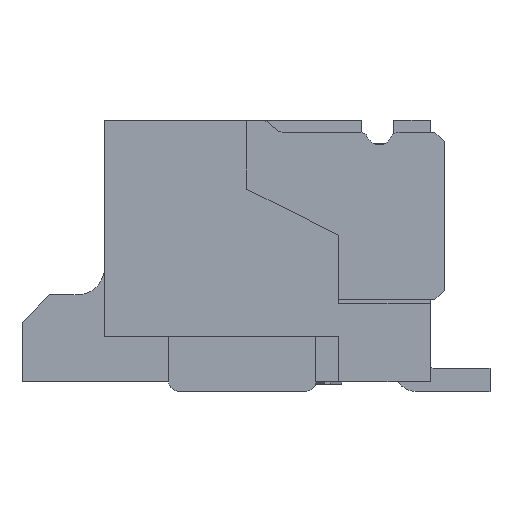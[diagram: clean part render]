
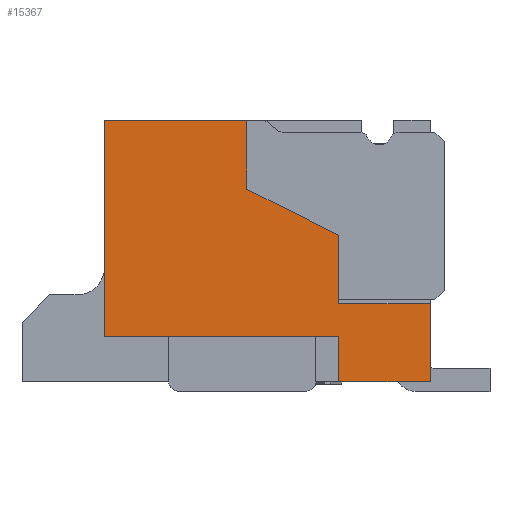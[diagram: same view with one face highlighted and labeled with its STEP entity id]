
A CAD part, left-side view. The second image highlights one B-rep face of the part: STEP entity #15367.
In plain terms, the highlighted planar face has unit normal (-1, 0, 0).
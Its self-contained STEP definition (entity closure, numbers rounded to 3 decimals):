
#7 = CARTESIAN_POINT ( 'NONE',  ( -5., -0.45, 5.7 ) ) ;
#95 = LINE ( 'NONE', #6185, #8118 ) ;
#143 = ORIENTED_EDGE ( 'NONE', *, *, #11729, .F. ) ;
#453 = CARTESIAN_POINT ( 'NONE',  ( -5., -4.45, 0. ) ) ;
#604 = AXIS2_PLACEMENT_3D ( 'NONE', #13730, #8657, #2451 ) ;
#869 = VERTEX_POINT ( 'NONE', #11732 ) ;
#965 = EDGE_CURVE ( 'NONE', #6947, #13682, #6073, .T. ) ;
#1221 = FACE_OUTER_BOUND ( 'NONE', #9178, .T. ) ;
#1605 = VERTEX_POINT ( 'NONE', #3602 ) ;
#1678 = LINE ( 'NONE', #10410, #6523 ) ;
#1963 = VECTOR ( 'NONE', #14610, 1000. ) ;
#2063 = LINE ( 'NONE', #14489, #3385 ) ;
#2203 = ORIENTED_EDGE ( 'NONE', *, *, #10249, .T. ) ;
#2451 = DIRECTION ( 'NONE',  ( 0., -1., 0. ) ) ;
#2721 = CARTESIAN_POINT ( 'NONE',  ( -5., 2.65, 5.7 ) ) ;
#3385 = VECTOR ( 'NONE', #15478, 1000. ) ;
#3586 = VERTEX_POINT ( 'NONE', #453 ) ;
#3602 = CARTESIAN_POINT ( 'NONE',  ( -5., -2.45, 3.2 ) ) ;
#3636 = LINE ( 'NONE', #16052, #15604 ) ;
#4439 = DIRECTION ( 'NONE',  ( 0., 0., -1. ) ) ;
#4461 = VECTOR ( 'NONE', #10005, 1000. ) ;
#4574 = VECTOR ( 'NONE', #16019, 1000. ) ;
#4677 = ORIENTED_EDGE ( 'NONE', *, *, #5368, .T. ) ;
#4840 = CARTESIAN_POINT ( 'NONE',  ( -5., -2.45, 0. ) ) ;
#5003 = LINE ( 'NONE', #12246, #4461 ) ;
#5066 = DIRECTION ( 'NONE',  ( 0., 0., -1. ) ) ;
#5258 = VECTOR ( 'NONE', #9013, 1000. ) ;
#5368 = EDGE_CURVE ( 'NONE', #6510, #15510, #5003, .T. ) ;
#5383 = VERTEX_POINT ( 'NONE', #4840 ) ;
#5408 = EDGE_CURVE ( 'NONE', #869, #1605, #3636, .T. ) ;
#5813 = VERTEX_POINT ( 'NONE', #10445 ) ;
#6073 = LINE ( 'NONE', #11087, #1963 ) ;
#6185 = CARTESIAN_POINT ( 'NONE',  ( -5., -2.45, 0. ) ) ;
#6355 = LINE ( 'NONE', #14085, #5258 ) ;
#6421 = EDGE_CURVE ( 'NONE', #14930, #869, #15556, .T. ) ;
#6510 = VERTEX_POINT ( 'NONE', #11770 ) ;
#6523 = VECTOR ( 'NONE', #7639, 1000. ) ;
#6624 = EDGE_CURVE ( 'NONE', #1605, #15510, #6355, .T. ) ;
#6947 = VERTEX_POINT ( 'NONE', #14305 ) ;
#7044 = VECTOR ( 'NONE', #4439, 1000. ) ;
#7310 = ORIENTED_EDGE ( 'NONE', *, *, #6624, .F. ) ;
#7639 = DIRECTION ( 'NONE',  ( 0., -1., 0. ) ) ;
#7667 = EDGE_CURVE ( 'NONE', #5813, #14930, #15860, .T. ) ;
#8118 = VECTOR ( 'NONE', #8590, 1000. ) ;
#8347 = ORIENTED_EDGE ( 'NONE', *, *, #965, .T. ) ;
#8590 = DIRECTION ( 'NONE',  ( 0., 0., 1. ) ) ;
#8657 = DIRECTION ( 'NONE',  ( -1., 0., 0. ) ) ;
#9013 = DIRECTION ( 'NONE',  ( 0., 0., -1. ) ) ;
#9178 = EDGE_LOOP ( 'NONE', ( #8347, #143, #13603, #2203, #4677, #7310, #9816, #12234, #10931, #9262 ) ) ;
#9262 = ORIENTED_EDGE ( 'NONE', *, *, #13951, .T. ) ;
#9816 = ORIENTED_EDGE ( 'NONE', *, *, #5408, .F. ) ;
#10005 = DIRECTION ( 'NONE',  ( 0., 1., 0. ) ) ;
#10249 = EDGE_CURVE ( 'NONE', #3586, #6510, #2063, .T. ) ;
#10410 = CARTESIAN_POINT ( 'NONE',  ( -5., -2.45, 0. ) ) ;
#10445 = CARTESIAN_POINT ( 'NONE',  ( -5., 2.65, 5.7 ) ) ;
#10725 = CARTESIAN_POINT ( 'NONE',  ( -5., -0.45, 5.7 ) ) ;
#10841 = CARTESIAN_POINT ( 'NONE',  ( -5., -2.45, 1.7 ) ) ;
#10931 = ORIENTED_EDGE ( 'NONE', *, *, #7667, .F. ) ;
#11087 = CARTESIAN_POINT ( 'NONE',  ( -5., 2.65, 1. ) ) ;
#11185 = CARTESIAN_POINT ( 'NONE',  ( -5., 2.65, 5.7 ) ) ;
#11547 = CARTESIAN_POINT ( 'NONE',  ( -5., -2.45, 1. ) ) ;
#11677 = LINE ( 'NONE', #2721, #13540 ) ;
#11729 = EDGE_CURVE ( 'NONE', #5383, #13682, #95, .T. ) ;
#11732 = CARTESIAN_POINT ( 'NONE',  ( -5., -0.45, 4.2 ) ) ;
#11770 = CARTESIAN_POINT ( 'NONE',  ( -5., -4.45, 1.7 ) ) ;
#12234 = ORIENTED_EDGE ( 'NONE', *, *, #6421, .F. ) ;
#12246 = CARTESIAN_POINT ( 'NONE',  ( -5., -4.45, 1.7 ) ) ;
#13540 = VECTOR ( 'NONE', #5066, 1000. ) ;
#13603 = ORIENTED_EDGE ( 'NONE', *, *, #13681, .T. ) ;
#13681 = EDGE_CURVE ( 'NONE', #5383, #3586, #1678, .T. ) ;
#13682 = VERTEX_POINT ( 'NONE', #11547 ) ;
#13730 = CARTESIAN_POINT ( 'NONE',  ( -5., 4.45, 0. ) ) ;
#13951 = EDGE_CURVE ( 'NONE', #5813, #6947, #11677, .T. ) ;
#14085 = CARTESIAN_POINT ( 'NONE',  ( -5., -2.45, 3.2 ) ) ;
#14305 = CARTESIAN_POINT ( 'NONE',  ( -5., 2.65, 1. ) ) ;
#14489 = CARTESIAN_POINT ( 'NONE',  ( -5., -4.45, 0. ) ) ;
#14610 = DIRECTION ( 'NONE',  ( 0., -1., 0. ) ) ;
#14905 = DIRECTION ( 'NONE',  ( 0., -0.894, -0.447 ) ) ;
#14930 = VERTEX_POINT ( 'NONE', #7 ) ;
#15367 = ADVANCED_FACE ( 'NONE', ( #1221 ), #16091, .T. ) ;
#15478 = DIRECTION ( 'NONE',  ( 0., 0., 1. ) ) ;
#15510 = VERTEX_POINT ( 'NONE', #10841 ) ;
#15556 = LINE ( 'NONE', #10725, #7044 ) ;
#15604 = VECTOR ( 'NONE', #14905, 1000. ) ;
#15860 = LINE ( 'NONE', #11185, #4574 ) ;
#16019 = DIRECTION ( 'NONE',  ( 0., -1., 0. ) ) ;
#16052 = CARTESIAN_POINT ( 'NONE',  ( -5., -0.45, 4.2 ) ) ;
#16091 = PLANE ( 'NONE',  #604 ) ;
